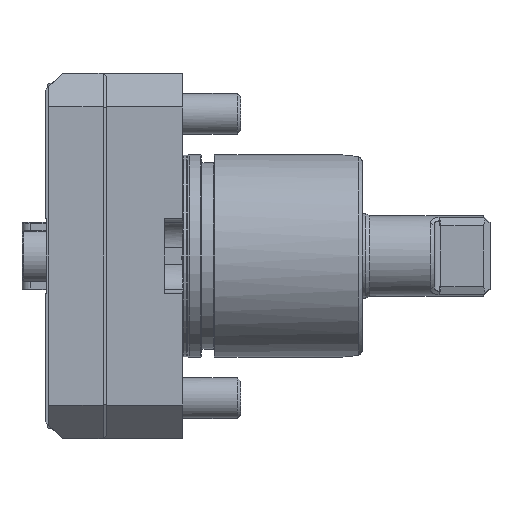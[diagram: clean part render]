
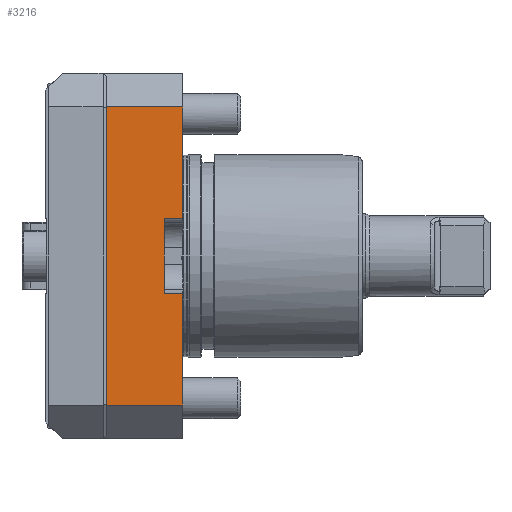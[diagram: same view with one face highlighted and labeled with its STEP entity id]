
A CAD part, left-side view. The second image highlights one B-rep face of the part: STEP entity #3216.
In plain terms, the highlighted planar face has unit normal (-1, 0, 0).
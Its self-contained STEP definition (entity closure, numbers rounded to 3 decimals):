
#487 = LINE ( 'NONE', #4018, #16640 ) ;
#794 = VERTEX_POINT ( 'NONE', #14151 ) ;
#1061 = LINE ( 'NONE', #2660, #1595 ) ;
#1227 = DIRECTION ( 'NONE',  ( 0., 1., 0. ) ) ;
#1262 = VERTEX_POINT ( 'NONE', #19930 ) ;
#1276 = CARTESIAN_POINT ( 'NONE',  ( -65., -18., 44. ) ) ;
#1409 = EDGE_CURVE ( 'NONE', #5152, #19751, #17744, .T. ) ;
#1595 = VECTOR ( 'NONE', #19959, 1000. ) ;
#1759 = EDGE_CURVE ( 'NONE', #2110, #5152, #5813, .T. ) ;
#1895 = EDGE_CURVE ( 'NONE', #2935, #6242, #10280, .T. ) ;
#2110 = VERTEX_POINT ( 'NONE', #19454 ) ;
#2139 = DIRECTION ( 'NONE',  ( 0., 0., -1. ) ) ;
#2159 = ORIENTED_EDGE ( 'NONE', *, *, #11469, .F. ) ;
#2524 = VECTOR ( 'NONE', #1227, 1000. ) ;
#2660 = CARTESIAN_POINT ( 'NONE',  ( -65., -35., -44. ) ) ;
#2691 = DIRECTION ( 'NONE',  ( 0., -1., 0. ) ) ;
#2935 = VERTEX_POINT ( 'NONE', #18802 ) ;
#3197 = VECTOR ( 'NONE', #13719, 1000. ) ;
#3216 = ADVANCED_FACE ( 'Defeature completata1_58', ( #17707 ), #3823, .T. ) ;
#3823 = PLANE ( 'NONE',  #5540 ) ;
#3911 = VECTOR ( 'NONE', #2691, 1000. ) ;
#4018 = CARTESIAN_POINT ( 'NONE',  ( -65., -18., -44. ) ) ;
#5152 = VERTEX_POINT ( 'NONE', #7357 ) ;
#5540 = AXIS2_PLACEMENT_3D ( 'NONE', #10795, #16019, #7374 ) ;
#5691 = VERTEX_POINT ( 'NONE', #16026 ) ;
#5813 = LINE ( 'NONE', #11374, #3911 ) ;
#6242 = VERTEX_POINT ( 'NONE', #21391 ) ;
#6374 = ORIENTED_EDGE ( 'NONE', *, *, #1759, .F. ) ;
#7120 = VECTOR ( 'NONE', #17941, 1000. ) ;
#7357 = CARTESIAN_POINT ( 'NONE',  ( -65., -40.5, -11. ) ) ;
#7374 = DIRECTION ( 'NONE',  ( 0., 0., 1. ) ) ;
#7717 = LINE ( 'NONE', #13076, #7120 ) ;
#8246 = VECTOR ( 'NONE', #2139, 1000. ) ;
#9962 = ORIENTED_EDGE ( 'NONE', *, *, #1895, .T. ) ;
#10236 = ORIENTED_EDGE ( 'NONE', *, *, #17694, .F. ) ;
#10280 = LINE ( 'NONE', #20520, #3197 ) ;
#10795 = CARTESIAN_POINT ( 'NONE',  ( -65., -18., -44. ) ) ;
#11374 = CARTESIAN_POINT ( 'NONE',  ( -65., -18., -11. ) ) ;
#11469 = EDGE_CURVE ( 'NONE', #5691, #794, #20475, .T. ) ;
#13076 = CARTESIAN_POINT ( 'NONE',  ( -65., -40.5, -44. ) ) ;
#13381 = LINE ( 'NONE', #1276, #13634 ) ;
#13634 = VECTOR ( 'NONE', #20308, 1000. ) ;
#13719 = DIRECTION ( 'NONE',  ( 0., 0., -1. ) ) ;
#13759 = EDGE_LOOP ( 'NONE', ( #6374, #15803, #2159, #10236, #20243, #9962, #14038, #15144 ) ) ;
#14038 = ORIENTED_EDGE ( 'NONE', *, *, #14057, .T. ) ;
#14057 = EDGE_CURVE ( 'NONE', #6242, #19751, #487, .T. ) ;
#14151 = CARTESIAN_POINT ( 'NONE',  ( -65., -35., 11. ) ) ;
#15144 = ORIENTED_EDGE ( 'NONE', *, *, #1409, .F. ) ;
#15803 = ORIENTED_EDGE ( 'NONE', *, *, #18647, .F. ) ;
#16019 = DIRECTION ( 'NONE',  ( -1., 0., 0. ) ) ;
#16026 = CARTESIAN_POINT ( 'NONE',  ( -65., -40.5, 11. ) ) ;
#16234 = CARTESIAN_POINT ( 'NONE',  ( -65., -40.5, -44. ) ) ;
#16640 = VECTOR ( 'NONE', #20976, 1000. ) ;
#16840 = CARTESIAN_POINT ( 'NONE',  ( -65., -18., 11. ) ) ;
#17694 = EDGE_CURVE ( 'NONE', #1262, #5691, #7717, .T. ) ;
#17707 = FACE_OUTER_BOUND ( 'NONE', #13759, .T. ) ;
#17744 = LINE ( 'NONE', #19329, #8246 ) ;
#17941 = DIRECTION ( 'NONE',  ( 0., 0., -1. ) ) ;
#18618 = EDGE_CURVE ( 'NONE', #2935, #1262, #13381, .T. ) ;
#18647 = EDGE_CURVE ( 'NONE', #794, #2110, #1061, .T. ) ;
#18802 = CARTESIAN_POINT ( 'NONE',  ( -65., -18., 44. ) ) ;
#19329 = CARTESIAN_POINT ( 'NONE',  ( -65., -40.5, -44. ) ) ;
#19454 = CARTESIAN_POINT ( 'NONE',  ( -65., -35., -11. ) ) ;
#19751 = VERTEX_POINT ( 'NONE', #16234 ) ;
#19930 = CARTESIAN_POINT ( 'NONE',  ( -65., -40.5, 44. ) ) ;
#19959 = DIRECTION ( 'NONE',  ( 0., 0., -1. ) ) ;
#20243 = ORIENTED_EDGE ( 'NONE', *, *, #18618, .F. ) ;
#20308 = DIRECTION ( 'NONE',  ( 0., -1., 0. ) ) ;
#20475 = LINE ( 'NONE', #16840, #2524 ) ;
#20520 = CARTESIAN_POINT ( 'NONE',  ( -65., -18., -44. ) ) ;
#20976 = DIRECTION ( 'NONE',  ( 0., -1., 0. ) ) ;
#21391 = CARTESIAN_POINT ( 'NONE',  ( -65., -18., -44. ) ) ;
